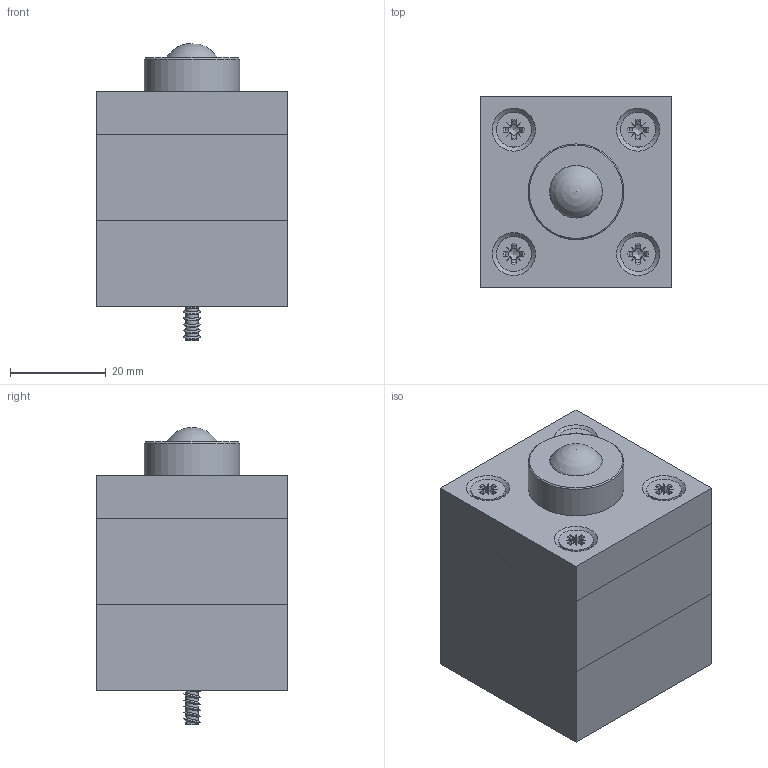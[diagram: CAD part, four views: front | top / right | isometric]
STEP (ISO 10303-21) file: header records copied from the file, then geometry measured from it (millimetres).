
FILE_DESCRIPTION(/* description */ (''),/* implementation_level */ '2;1');
FILE_NAME(/* name */ 'X Platform Support.step',/* time_stamp */ '2020-04-15T09:12:27+01:00',/* author */ (''),/* organization */ (''),/* preprocessor_version */ 'ST-DEVELOPER v18.1',/* originating_system */ 'Autodesk Translation Framework v9.2.0.1227',/* authorisation */ '');
FILE_SCHEMA (('AUTOMOTIVE_DESIGN { 1 0 10303 214 3 1 1 }'));
Length unit declared in the file: millimetre
Products named in the file (11): X Platform Support; MDF; X platform support base; X platform support mid; X platform support top; Metalwork; Roller bearing; washer_iso_7089-8-a_140; nut_iso_4032-08; Screws; screw_iso_7050-st_3_5x19-c-z
Assembly tree (14 placements, depth 3):
  X Platform Support
    MDF
      X platform support base
      X platform support mid
      X platform support top
    Metalwork
      Roller bearing
      washer_iso_7089-8-a_140
      nut_iso_4032-08
    Screws
      screw_iso_7050-st_3_5x19-c-z  x5
Bounding box: 40 x 40 x 62.1 mm (x, y, z)
Volume: 71320.4 mm3; surface area: 24176.2 mm2
Topology: 12 solids, 12 shells, 628 faces, 1680 edges, 1073 vertices
Faces by surface type: plane 319, cone 158, cylinder 118, torus 30, bspline 2, sphere 1
Full cylindrical faces by diameter (mm): 2 x8, 2.64 x50, 4 x5, 5.5 x1, 6.647 x1, 7.3 x5, 8 x1, 8.4 x1, 11 x1, 12.7 x1, 16 x1, 18.8 x1, 20 x2
Entity records: 7703 total; most frequent: CARTESIAN_POINT 2825, DIRECTION 978, ORIENTED_EDGE 952, EDGE_CURVE 476, AXIS2_PLACEMENT_3D 392, VERTEX_POINT 305, EDGE_LOOP 231, LINE 194
